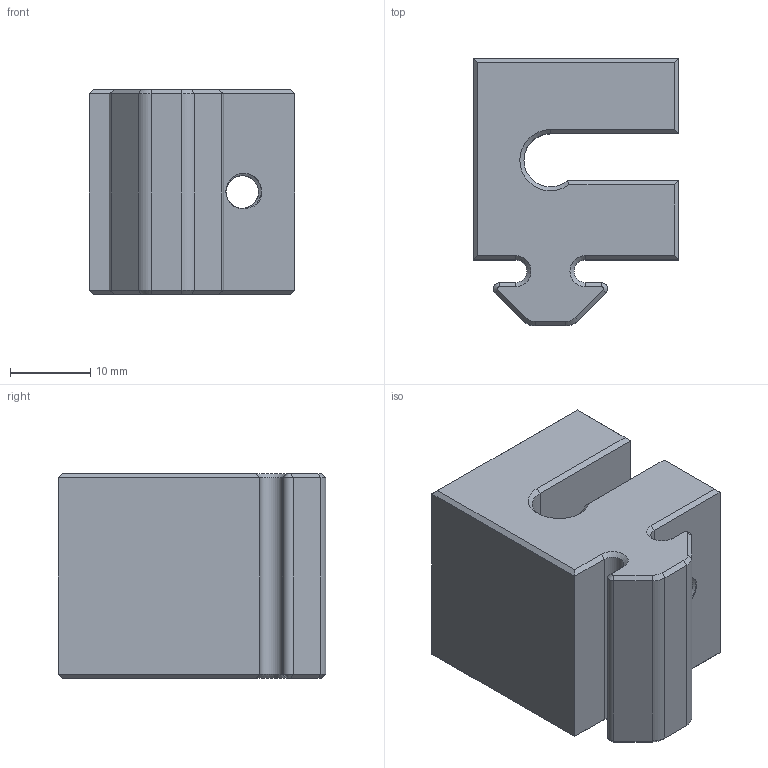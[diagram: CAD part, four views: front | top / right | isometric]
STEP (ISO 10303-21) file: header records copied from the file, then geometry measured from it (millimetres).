
FILE_DESCRIPTION(/* description */ (''),/* implementation_level */ '2;1');
FILE_NAME(/* name */ 'Belt Welding Jig.step',/* time_stamp */ '2023-09-22T06:19:57-04:00',/* author */ (''),/* organization */ (''),/* preprocessor_version */ 'ST-DEVELOPER v20',/* originating_system */ 'Autodesk Translation Framework v12.9.0.99',/* authorisation */ '');
FILE_SCHEMA (('AUTOMOTIVE_DESIGN { 1 0 10303 214 3 1 1 }'));
Length unit declared in the file: inch
Products named in the file (2): Belt Welding Jig; Jig
Assembly tree (1 placements, depth 2):
  Belt Welding Jig
    Jig
Bounding box: 25.57 x 33.26 x 25.4 mm (x, y, z)
Volume: 14988.4 mm3; surface area: 5534.2 mm2
Topology: 1 solids, 1 shells, 92 faces, 230 edges, 140 vertices
Faces by surface type: plane 41, cylinder 35, cone 14, bspline 2
Full cylindrical faces by diameter (mm): 4.064 x3, 4.826 x6, 5.105 x1
Entity records: 4209 total; most frequent: CARTESIAN_POINT 2066, ORIENTED_EDGE 460, DIRECTION 392, EDGE_CURVE 230, VERTEX_POINT 140, LINE 136, VECTOR 136, AXIS2_PLACEMENT_3D 128
